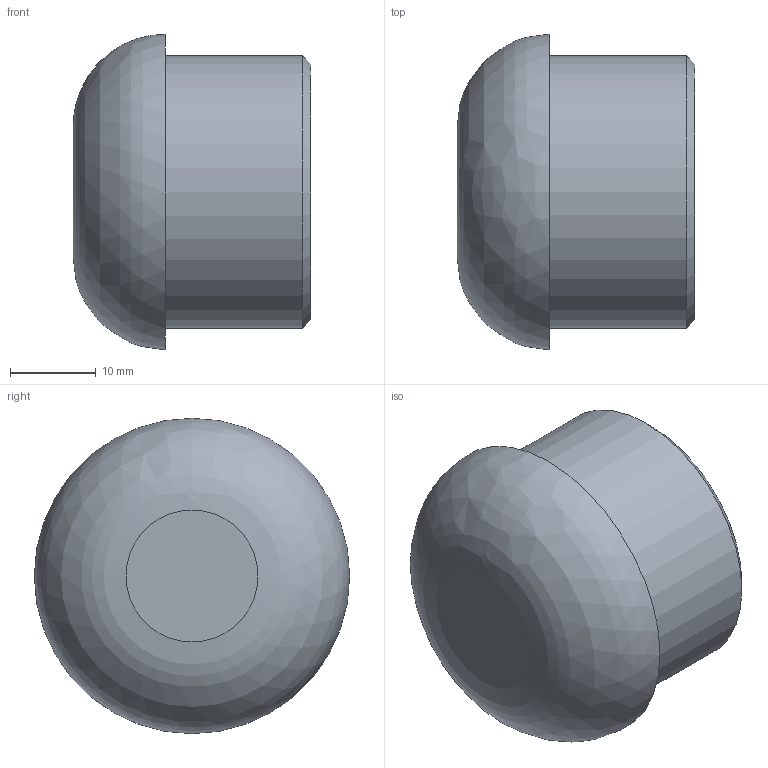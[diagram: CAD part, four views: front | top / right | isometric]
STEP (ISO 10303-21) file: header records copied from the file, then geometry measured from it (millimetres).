
FILE_DESCRIPTION(/* description */ ('Blindstopfen PG36'),/* implementation_level */ '2;1');
FILE_NAME(/* name */ '72007436-RST.stp',/* time_stamp */ '2022-02-08T14:06:48+01:00',/* author */ ('sl'),/* organization */ (''),/* preprocessor_version */ 'ST-DEVELOPER v16.5',/* originating_system */ 'Autodesk Inventor 2017',/* authorisation */ '');
FILE_SCHEMA (('AUTOMOTIVE_DESIGN { 1 0 10303 214 3 1 1 }'));
Length unit declared in the file: millimetre
Products named in the file (1): 72007436
Bounding box: 27.7 x 36.8 x 36.8 mm (x, y, z)
Volume: 12763.8 mm3; surface area: 5571.1 mm2
Topology: 1 solids, 1 shells, 10 faces, 19 edges, 13 vertices
Faces by surface type: plane 4, cylinder 2, bspline 2, cone 1, torus 1
Full cylindrical faces by diameter (mm): 28.4 x1, 31.8 x1
Entity records: 316 total; most frequent: CARTESIAN_POINT 95, DIRECTION 44, ORIENTED_EDGE 30, AXIS2_PLACEMENT_3D 22, EDGE_LOOP 16, EDGE_CURVE 15, CIRCLE 13, VERTEX_POINT 13
